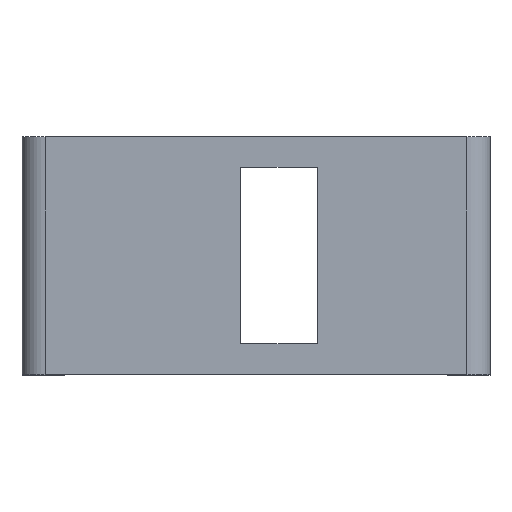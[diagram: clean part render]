
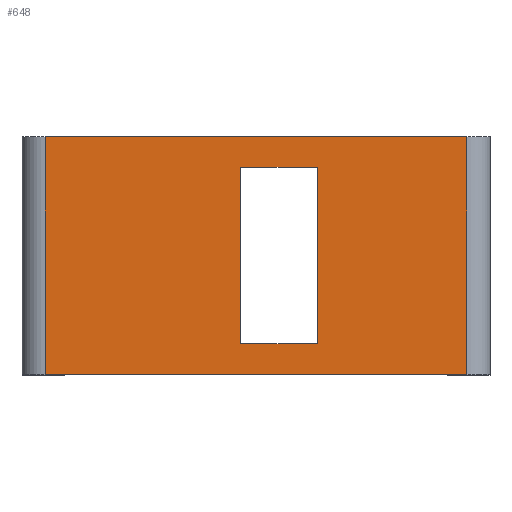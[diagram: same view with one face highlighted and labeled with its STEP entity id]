
A CAD part, top view. The second image highlights one B-rep face of the part: STEP entity #648.
In plain terms, the highlighted planar face has unit normal (0, 0, 1).
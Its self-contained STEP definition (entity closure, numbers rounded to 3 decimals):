
#35=FACE_BOUND('',#118,.T.);
#45=PLANE('',#719);
#69=FACE_OUTER_BOUND('',#117,.T.);
#117=EDGE_LOOP('',(#492,#493,#494,#495));
#118=EDGE_LOOP('',(#496,#497,#498,#499));
#156=LINE('',#1032,#205);
#164=LINE('',#1054,#213);
#165=LINE('',#1056,#214);
#166=LINE('',#1057,#215);
#167=LINE('',#1060,#216);
#168=LINE('',#1062,#217);
#169=LINE('',#1064,#218);
#170=LINE('',#1065,#219);
#205=VECTOR('',#832,10.);
#213=VECTOR('',#848,3.);
#214=VECTOR('',#849,10.);
#215=VECTOR('',#850,3.);
#216=VECTOR('',#851,10.);
#217=VECTOR('',#852,10.);
#218=VECTOR('',#853,10.);
#219=VECTOR('',#854,10.);
#302=VERTEX_POINT('',#1028);
#304=VERTEX_POINT('',#1031);
#314=VERTEX_POINT('',#1053);
#315=VERTEX_POINT('',#1055);
#316=VERTEX_POINT('',#1058);
#317=VERTEX_POINT('',#1059);
#318=VERTEX_POINT('',#1061);
#319=VERTEX_POINT('',#1063);
#370=EDGE_CURVE('',#304,#302,#156,.T.);
#381=EDGE_CURVE('',#314,#302,#164,.T.);
#382=EDGE_CURVE('',#314,#315,#165,.T.);
#383=EDGE_CURVE('',#304,#315,#166,.T.);
#384=EDGE_CURVE('',#316,#317,#167,.T.);
#385=EDGE_CURVE('',#317,#318,#168,.T.);
#386=EDGE_CURVE('',#318,#319,#169,.T.);
#387=EDGE_CURVE('',#319,#316,#170,.T.);
#492=ORIENTED_EDGE('',*,*,#381,.F.);
#493=ORIENTED_EDGE('',*,*,#382,.T.);
#494=ORIENTED_EDGE('',*,*,#383,.F.);
#495=ORIENTED_EDGE('',*,*,#370,.T.);
#496=ORIENTED_EDGE('',*,*,#384,.T.);
#497=ORIENTED_EDGE('',*,*,#385,.T.);
#498=ORIENTED_EDGE('',*,*,#386,.T.);
#499=ORIENTED_EDGE('',*,*,#387,.T.);
#648=ADVANCED_FACE('',(#69,#35),#45,.F.);
#719=AXIS2_PLACEMENT_3D('',#1052,#846,#847);
#832=DIRECTION('',(-1.,0.,0.));
#846=DIRECTION('center_axis',(0.,0.,-1.));
#847=DIRECTION('ref_axis',(1.,0.,0.));
#848=DIRECTION('',(0.,1.,0.));
#849=DIRECTION('',(1.,0.,0.));
#850=DIRECTION('',(0.,-1.,0.));
#851=DIRECTION('',(0.,-1.,0.));
#852=DIRECTION('',(-1.,0.,0.));
#853=DIRECTION('',(0.,1.,0.));
#854=DIRECTION('',(1.,0.,0.));
#1028=CARTESIAN_POINT('',(1.,31.,0.));
#1031=CARTESIAN_POINT('',(56.,31.,0.));
#1032=CARTESIAN_POINT('',(3.5,31.,0.));
#1052=CARTESIAN_POINT('Origin',(1.75,15.5,0.));
#1053=CARTESIAN_POINT('',(1.,0.,0.));
#1054=CARTESIAN_POINT('',(1.,7.75,0.));
#1055=CARTESIAN_POINT('',(56.,0.,0.));
#1056=CARTESIAN_POINT('',(57.,0.,0.));
#1057=CARTESIAN_POINT('',(56.,23.25,0.));
#1058=CARTESIAN_POINT('',(36.5,27.,0.));
#1059=CARTESIAN_POINT('',(36.5,4.,0.));
#1060=CARTESIAN_POINT('',(36.5,21.25,0.));
#1061=CARTESIAN_POINT('',(26.5,4.,0.));
#1062=CARTESIAN_POINT('',(19.125,4.,0.));
#1063=CARTESIAN_POINT('',(26.5,27.,0.));
#1064=CARTESIAN_POINT('',(26.5,9.75,0.));
#1065=CARTESIAN_POINT('',(14.125,27.,0.));
